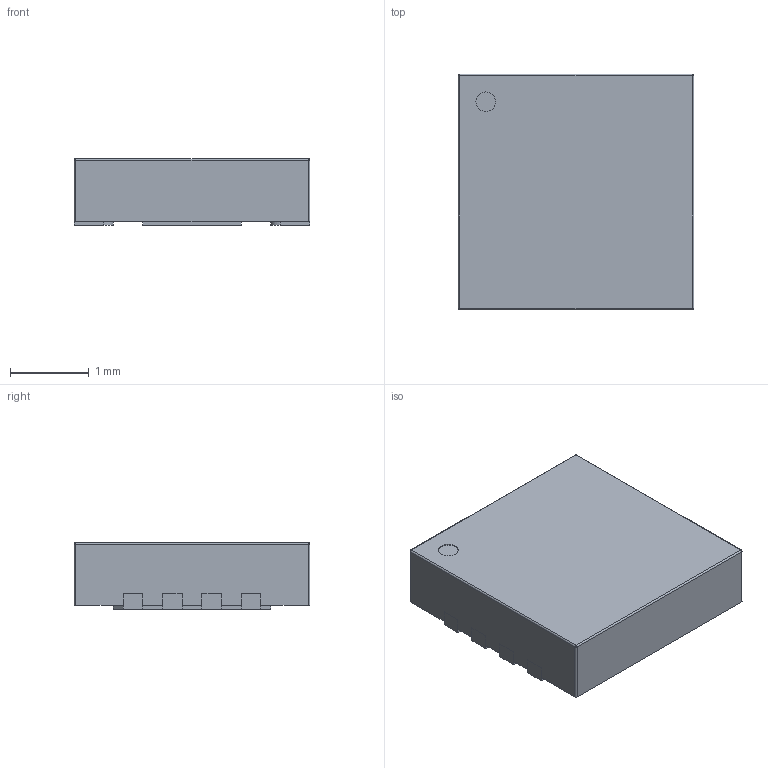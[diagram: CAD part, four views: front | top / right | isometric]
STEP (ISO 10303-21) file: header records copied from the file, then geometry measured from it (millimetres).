
FILE_DESCRIPTION(/* description */ (''),/* implementation_level */ '2;1');
FILE_NAME(/* name */ 'TI - WSON-8 DRG.step',/* time_stamp */ '2020-02-19T22:11:21+02:00',/* author */ (''),/* organization */ (''),/* preprocessor_version */ 'ST-DEVELOPER v18',/* originating_system */ 'Autodesk Translation Framework v8.12.0.6',/* authorisation */ '');
FILE_SCHEMA (('AUTOMOTIVE_DESIGN { 1 0 10303 214 3 1 1 }'));
Length unit declared in the file: millimetre
Products named in the file (1): TI - WSON-8 DRG
Bounding box: 3 x 3 x 0.85 mm (x, y, z)
Volume: 7.4 mm3; surface area: 28.4 mm2
Topology: 1 solids, 1 shells, 66 faces, 174 edges, 112 vertices
Faces by surface type: plane 45, cylinder 17, sphere 4
Full cylindrical faces by diameter (mm): 0.25 x1
Entity records: 2116 total; most frequent: CARTESIAN_POINT 353, ORIENTED_EDGE 348, DIRECTION 342, EDGE_CURVE 174, LINE 140, VECTOR 140, VERTEX_POINT 112, AXIS2_PLACEMENT_3D 101
